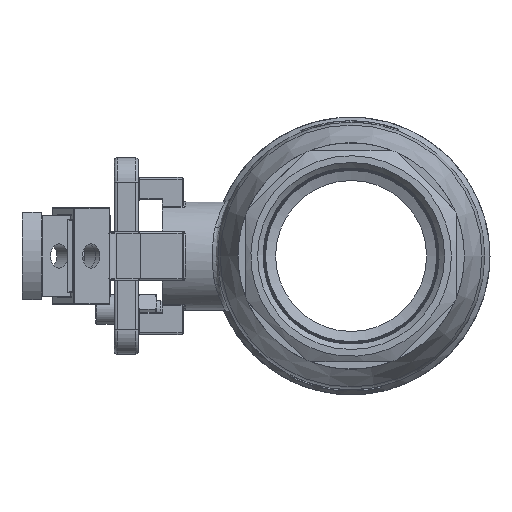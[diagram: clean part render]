
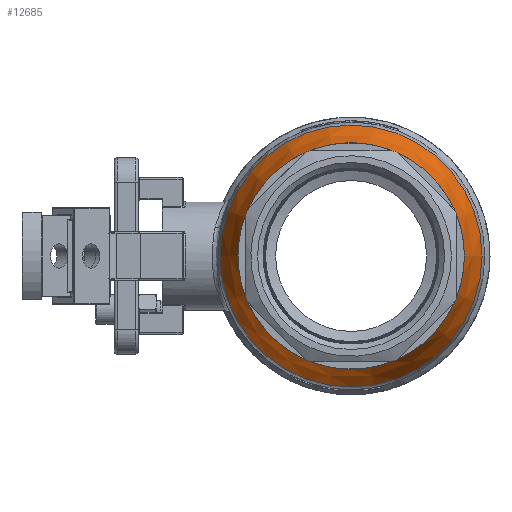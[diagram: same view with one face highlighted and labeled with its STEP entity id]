
A CAD part, left-side view. The second image highlights one B-rep face of the part: STEP entity #12685.
In plain terms, the highlighted conical face has half-angle 22 degrees and reference radius 37.5 mm.
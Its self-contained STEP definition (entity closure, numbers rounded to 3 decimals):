
#3413=ORIENTED_EDGE('',*,*,#7274,.T.);
#3414=ORIENTED_EDGE('',*,*,#7275,.F.);
#7274=EDGE_CURVE('',#9217,#9217,#10353,.T.);
#7275=EDGE_CURVE('',#9218,#9218,#10354,.T.);
#9217=VERTEX_POINT('',#35733);
#9218=VERTEX_POINT('',#35735);
#10353=CIRCLE('',#13607,43.376);
#10354=CIRCLE('',#13608,37.5);
#10914=EDGE_LOOP('',(#3413));
#10915=EDGE_LOOP('',(#3414));
#11803=FACE_BOUND('',#10914,.T.);
#11804=FACE_BOUND('',#10915,.T.);
#12576=CONICAL_SURFACE('',#13606,37.5,0.384);
#12685=ADVANCED_FACE('',(#11803,#11804),#12576,.T.);
#13606=AXIS2_PLACEMENT_3D('',#35731,#15047,#15048);
#13607=AXIS2_PLACEMENT_3D('',#35732,#15049,#15050);
#13608=AXIS2_PLACEMENT_3D('',#35734,#15051,#15052);
#15047=DIRECTION('',(1.,0.,0.));
#15048=DIRECTION('',(0.,1.,0.));
#15049=DIRECTION('',(-1.,0.,0.));
#15050=DIRECTION('',(0.,-1.,0.));
#15051=DIRECTION('',(-1.,0.,0.));
#15052=DIRECTION('',(0.,-1.,0.));
#35731=CARTESIAN_POINT('',(-35.997,0.,0.));
#35732=CARTESIAN_POINT('',(-21.453,0.,0.));
#35733=CARTESIAN_POINT('',(-21.453,-43.376,0.));
#35734=CARTESIAN_POINT('',(-35.997,0.,0.));
#35735=CARTESIAN_POINT('',(-35.997,-37.5,0.));
